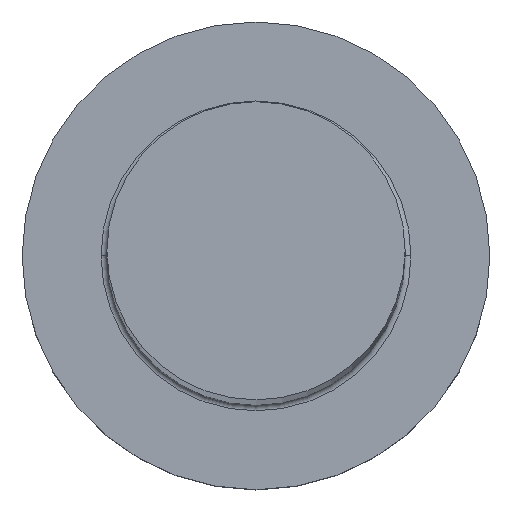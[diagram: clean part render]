
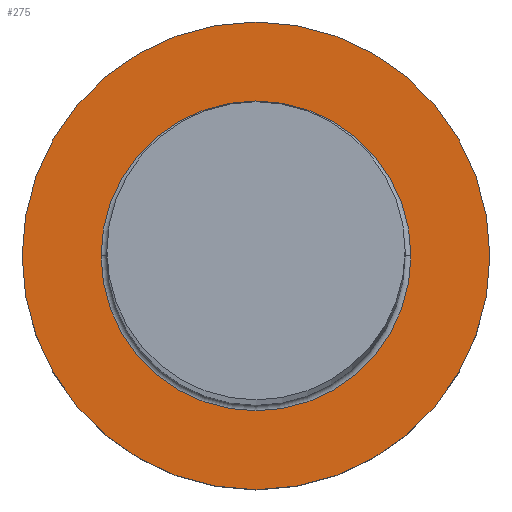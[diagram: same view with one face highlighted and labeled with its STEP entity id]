
A CAD part, top view. The second image highlights one B-rep face of the part: STEP entity #275.
In plain terms, the highlighted planar face has unit normal (0, 0, 1).
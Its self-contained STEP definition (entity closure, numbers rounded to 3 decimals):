
#11 = DIRECTION ( 'NONE',  ( 0., 0., -1. ) ) ;
#15 = AXIS2_PLACEMENT_3D ( 'NONE', #243, #247, #126 ) ;
#23 = EDGE_LOOP ( 'NONE', ( #231, #232 ) ) ;
#25 = DIRECTION ( 'NONE',  ( 0., 0., 1. ) ) ;
#27 = DIRECTION ( 'NONE',  ( 0., 0., 1. ) ) ;
#39 = EDGE_CURVE ( 'NONE', #156, #45, #234, .T. ) ;
#44 = EDGE_CURVE ( 'NONE', #285, #304, #94, .T. ) ;
#45 = VERTEX_POINT ( 'NONE', #237 ) ;
#55 = FACE_OUTER_BOUND ( 'NONE', #23, .T. ) ;
#58 = FACE_BOUND ( 'NONE', #182, .T. ) ;
#73 = AXIS2_PLACEMENT_3D ( 'NONE', #248, #301, #295 ) ;
#85 = EDGE_CURVE ( 'NONE', #304, #285, #259, .T. ) ;
#88 = ORIENTED_EDGE ( 'NONE', *, *, #39, .T. ) ;
#94 = CIRCLE ( 'NONE', #185, 8. ) ;
#98 = CARTESIAN_POINT ( 'NONE',  ( 0., 0., 5. ) ) ;
#112 = CIRCLE ( 'NONE', #186, 5.3 ) ;
#121 = AXIS2_PLACEMENT_3D ( 'NONE', #98, #27, #191 ) ;
#123 = CARTESIAN_POINT ( 'NONE',  ( 0., 0., 5. ) ) ;
#126 = DIRECTION ( 'NONE',  ( 1., 0., 0. ) ) ;
#127 = DIRECTION ( 'NONE',  ( 1., 0., 0. ) ) ;
#131 = CARTESIAN_POINT ( 'NONE',  ( 8., 0., 5. ) ) ;
#142 = CARTESIAN_POINT ( 'NONE',  ( 5.3, 0., 5. ) ) ;
#156 = VERTEX_POINT ( 'NONE', #142 ) ;
#174 = PLANE ( 'NONE',  #73 ) ;
#182 = EDGE_LOOP ( 'NONE', ( #88, #290 ) ) ;
#185 = AXIS2_PLACEMENT_3D ( 'NONE', #123, #25, #267 ) ;
#186 = AXIS2_PLACEMENT_3D ( 'NONE', #199, #11, #127 ) ;
#187 = EDGE_CURVE ( 'NONE', #45, #156, #112, .T. ) ;
#191 = DIRECTION ( 'NONE',  ( 1., 0., 0. ) ) ;
#199 = CARTESIAN_POINT ( 'NONE',  ( 0., 0., 5. ) ) ;
#231 = ORIENTED_EDGE ( 'NONE', *, *, #44, .T. ) ;
#232 = ORIENTED_EDGE ( 'NONE', *, *, #85, .T. ) ;
#234 = CIRCLE ( 'NONE', #15, 5.3 ) ;
#237 = CARTESIAN_POINT ( 'NONE',  ( -5.3, 0., 5. ) ) ;
#243 = CARTESIAN_POINT ( 'NONE',  ( 0., 0., 5. ) ) ;
#247 = DIRECTION ( 'NONE',  ( 0., 0., -1. ) ) ;
#248 = CARTESIAN_POINT ( 'NONE',  ( 0., 0., 5. ) ) ;
#251 = CARTESIAN_POINT ( 'NONE',  ( -8., 0., 5. ) ) ;
#259 = CIRCLE ( 'NONE', #121, 8. ) ;
#267 = DIRECTION ( 'NONE',  ( 1., 0., 0. ) ) ;
#275 = ADVANCED_FACE ( 'NONE', ( #58, #55 ), #174, .T. ) ;
#285 = VERTEX_POINT ( 'NONE', #251 ) ;
#290 = ORIENTED_EDGE ( 'NONE', *, *, #187, .T. ) ;
#295 = DIRECTION ( 'NONE',  ( 1., 0., 0. ) ) ;
#301 = DIRECTION ( 'NONE',  ( 0., 0., 1. ) ) ;
#304 = VERTEX_POINT ( 'NONE', #131 ) ;
